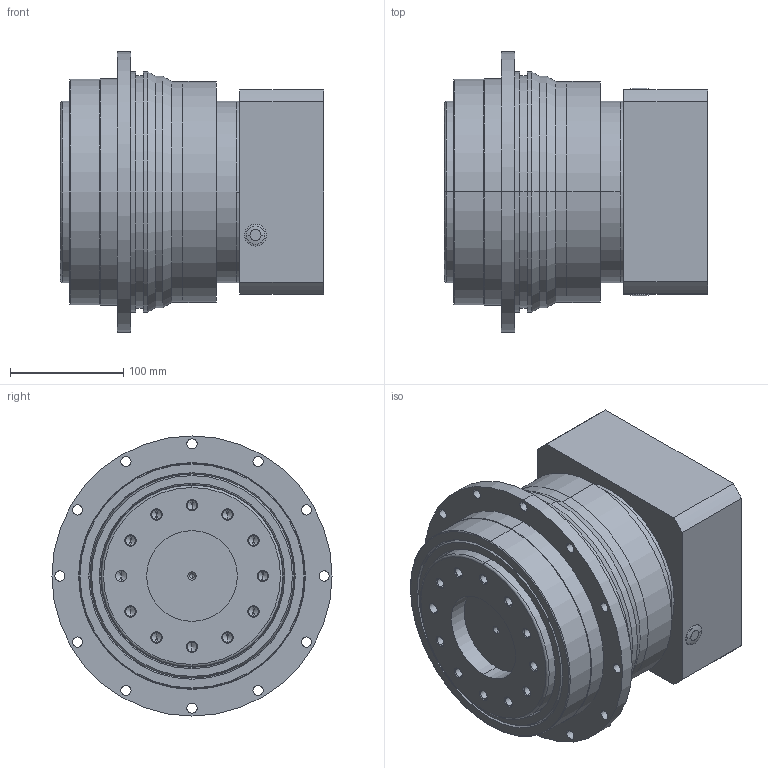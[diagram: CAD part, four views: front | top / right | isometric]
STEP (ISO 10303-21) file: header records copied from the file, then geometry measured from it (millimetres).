
FILE_DESCRIPTION (( 'STEP AP203' ), '1' );
FILE_NAME ('GPD200-L1-(42-114.3-200-M12).STEP', '2024-07-15T02:45:52', ( '' ), ( '' ), 'SwSTEP 2.0', 'SolidWorks 2019', '' );
FILE_SCHEMA (( 'CONFIG_CONTROL_DESIGN' ));
Length unit declared in the file: millimetre
Products named in the file (1): GPD200-L1-(42-114.3-200-M12)
Bounding box: 232 x 247 x 247 mm (x, y, z)
Volume: 6175039.2 mm3; surface area: 573934.3 mm2
Topology: 19 solids, 19 shells, 499 faces, 1135 edges, 695 vertices
Faces by surface type: cylinder 197, plane 163, cone 92, torus 47
Entity records: 15383 total; most frequent: CARTESIAN_POINT 3780, DIRECTION 2600, ORIENTED_EDGE 2202, EDGE_CURVE 1101, AXIS2_PLACEMENT_3D 1031, VERTEX_POINT 695, EDGE_LOOP 610, VECTOR 538
